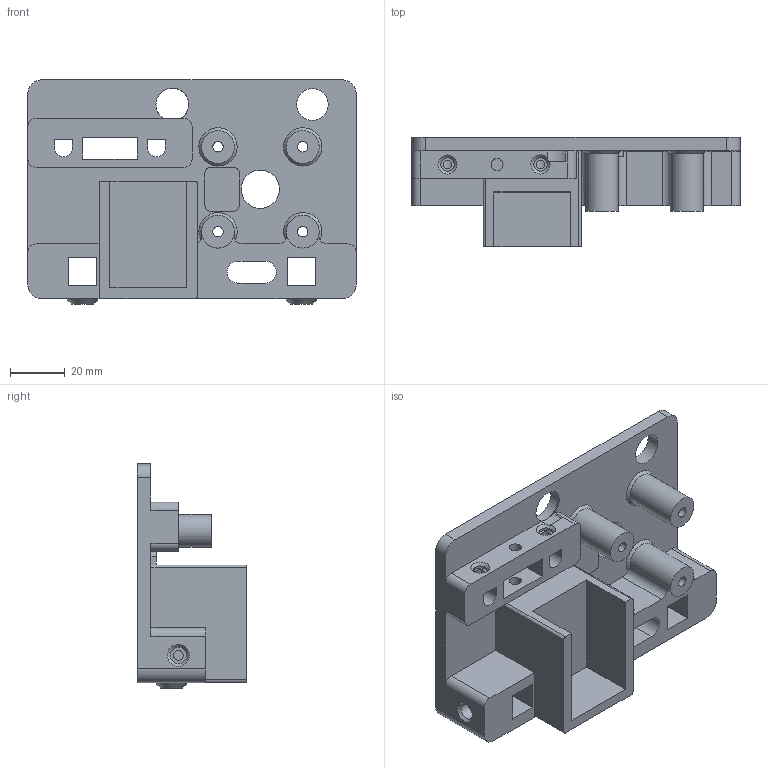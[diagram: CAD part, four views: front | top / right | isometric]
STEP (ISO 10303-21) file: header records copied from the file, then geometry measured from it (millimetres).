
FILE_DESCRIPTION(('FreeCAD Model'),'2;1');
FILE_NAME('Left Frame.step', '2017-10-18T17:46:51',('Author'),(''), 'Open CASCADE STEP processor 6.8','FreeCAD','Unknown');
FILE_SCHEMA(('AUTOMOTIVE_DESIGN_CC2 { 1 2 10303 214 -1 1 5 4 }'));
Length unit declared in the file: millimetre
Products named in the file (2): ASSEMBLY; Pocket043003048
Assembly tree (1 placements, depth 2):
  ASSEMBLY
    Pocket043003048
Bounding box: 120 x 40 x 82 mm (x, y, z)
Volume: 117662 mm3; surface area: 40807.8 mm2
Topology: 1 solids, 1 shells, 179 faces, 468 edges, 308 vertices
Faces by surface type: plane 109, cylinder 54, cone 16
Full cylindrical faces by diameter (mm): 3.2 x2, 3.6 x2, 3.8 x4, 4.4 x2, 5 x2, 6 x2, 7 x4, 11.6 x1, 12 x7, 13.4 x1, 14 x1
Entity records: 12385 total; most frequent: CARTESIAN_POINT 2945, DIRECTION 1754, LINE 1056, VECTOR 1056, ORIENTED_EDGE 936, PCURVE 936, DEFINITIONAL_REPRESENTATION 936, EDGE_CURVE 468
